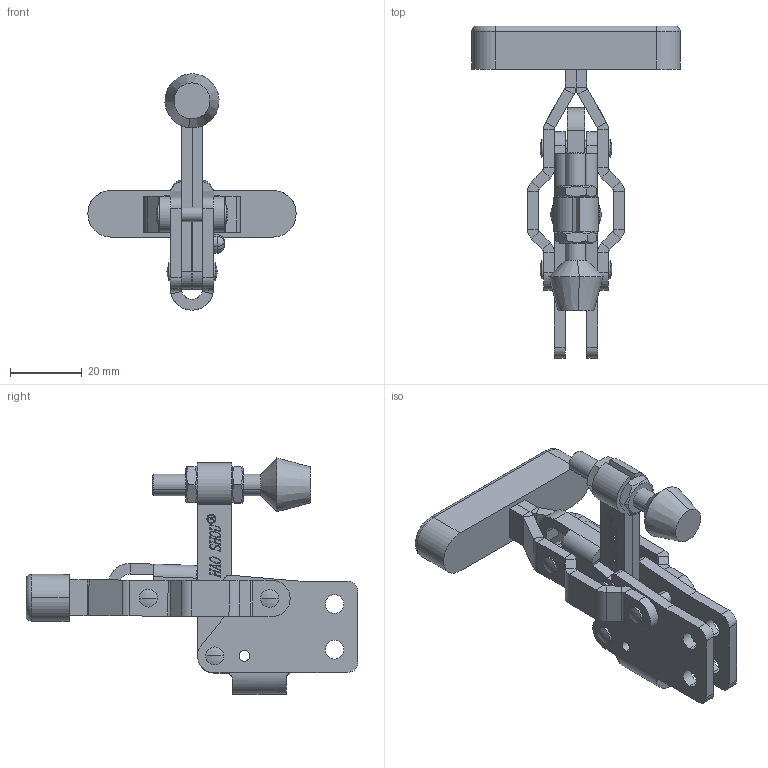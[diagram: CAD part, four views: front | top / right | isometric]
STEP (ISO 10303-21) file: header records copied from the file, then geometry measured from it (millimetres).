
FILE_DESCRIPTION (( 'STEP AP203' ), '1' );
FILE_NAME ('HS-12075.STEP', '2019-09-18T08:10:25', ( '微软用户' ), ( '微软中国' ), 'SwSTEP 2.0', 'SolidWorks 2012', '' );
FILE_SCHEMA (( 'CONFIG_CONTROL_DESIGN' ));
Length unit declared in the file: millimetre
Products named in the file (12): HS-12075; 菁釱; hex thin nuts-grades ab-chamfered gb_GB_FASTENER_NUT_STNAB M6-N; hexagon head bolts-full thread gb_GB_FASTENER_BOLT_STBAB A M6X40-C; 埴陑揤參; 傻种; 筵忒參; 蟀裝; 忒梟; 揤輸; 酗种
Assembly tree (15 placements, depth 2):
  HS-12075
    酗种  x2
    埴陑揤參
    揤輸
    忒梟  x2
    蟀裝
    筵忒參
    傻种  x2
    埴陑揤參
    hexagon head bolts-full thread gb_GB_FASTENER_BOLT_STBAB A M6X40-C
    hex thin nuts-grades ab-chamfered gb_GB_FASTENER_NUT_STNAB M6-N  x2
    菁釱
Bounding box: 58 x 92.41 x 65.78 mm (x, y, z)
Volume: 27872.5 mm3; surface area: 20923.8 mm2
Topology: 15 solids, 15 shells, 732 faces, 1849 edges, 1180 vertices
Faces by surface type: plane 388, cylinder 156, bspline 136, cone 30, sphere 19, torus 3
Entity records: 27234 total; most frequent: CARTESIAN_POINT 11070, ORIENTED_EDGE 3270, DIRECTION 2662, EDGE_CURVE 1635, VERTEX_POINT 1055, LINE 1028, VECTOR 1028, AXIS2_PLACEMENT_3D 817
